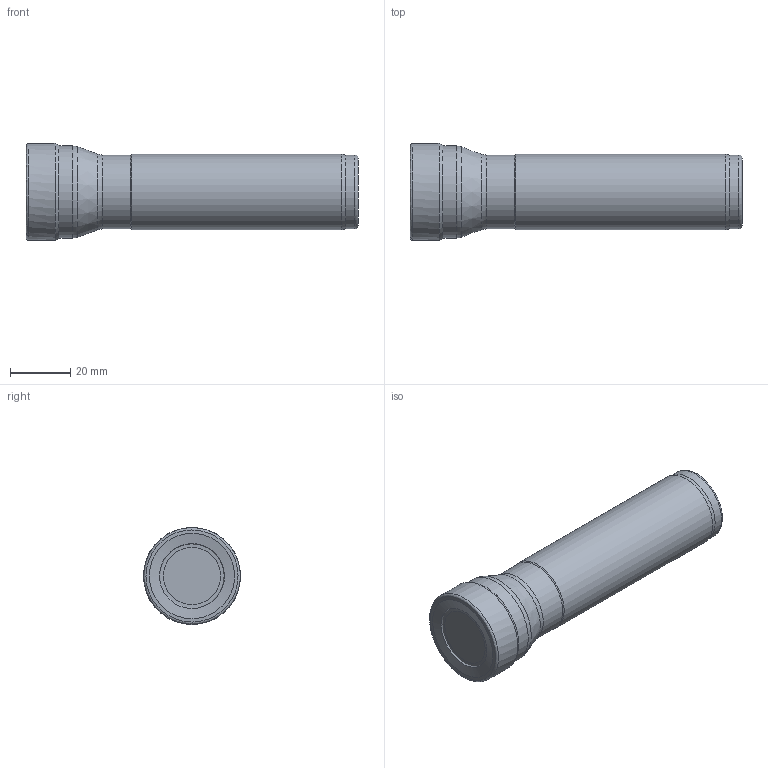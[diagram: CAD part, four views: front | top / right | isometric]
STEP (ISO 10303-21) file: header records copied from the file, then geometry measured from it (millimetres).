
FILE_DESCRIPTION(/* description */ (''),/* implementation_level */ '2;1');
FILE_NAME(/* name */ 'AEM90-AP1135Y-D32-W25-L110-Z04.stp',/* time_stamp */ '2023-10-13T05:34:33+03:00',/* author */ (''),/* organization */ (''),/* preprocessor_version */ 'ST-DEVELOPER v19.4',/* originating_system */ 'SIEMENS PLM Software NX2306.3001',/* authorisation */ '');
FILE_SCHEMA (('AUTOMOTIVE_DESIGN { 1 0 10303 214 3 1 1 1 }'));
Length unit declared in the file: millimetre
Products named in the file (1): AEM90-AP1135Y-D32-W25-L110-Z04
Bounding box: 110.04 x 32.18 x 32.18 mm (x, y, z)
Volume: 62826.1 mm3; surface area: 12638.1 mm2
Topology: 2 solids, 2 shells, 26 faces, 59 edges, 35 vertices
Faces by surface type: revolution 10, cone 6, torus 4, cylinder 4, plane 2
Full cylindrical faces by diameter (mm): 24.5 x2, 25 x1, 30.5 x1
Entity records: 692 total; most frequent: DIRECTION 106, CARTESIAN_POINT 87, EDGE_LOOP 50, ORIENTED_EDGE 50, FACE_BOUND 48, AXIS2_PLACEMENT_3D 44, CIRCLE 27, ADVANCED_FACE 26
